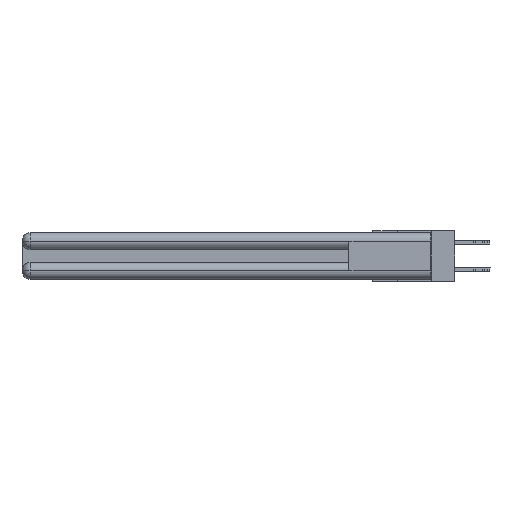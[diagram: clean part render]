
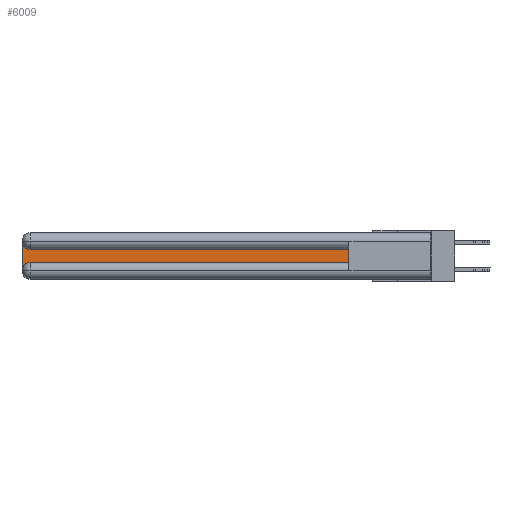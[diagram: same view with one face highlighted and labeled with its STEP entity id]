
A CAD part, left-side view. The second image highlights one B-rep face of the part: STEP entity #6009.
In plain terms, the highlighted planar face has unit normal (-1, 0, 0).
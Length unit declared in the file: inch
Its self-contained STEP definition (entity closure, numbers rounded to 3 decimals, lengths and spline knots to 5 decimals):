
#48 = DIRECTION ( 'NONE',  ( 0., 0., -1. ) ) ;
#58 = VERTEX_POINT ( 'NONE', #31227 ) ;
#1591 = DIRECTION ( 'NONE',  ( 0., 0., -1. ) ) ;
#1850 = FACE_OUTER_BOUND ( 'NONE', #17194, .T. ) ;
#2383 = VECTOR ( 'NONE', #22508, 39.37008 ) ;
#2700 = VERTEX_POINT ( 'NONE', #14384 ) ;
#2883 = VERTEX_POINT ( 'NONE', #7018 ) ;
#5979 = CARTESIAN_POINT ( 'NONE',  ( 0.075, 0.6, -0.2175 ) ) ;
#6009 = ADVANCED_FACE ( 'NONE', ( #1850 ), #10861, .F. ) ;
#6312 = VECTOR ( 'NONE', #1591, 39.37008 ) ;
#7018 = CARTESIAN_POINT ( 'NONE',  ( 0.075, 2.94, -0.1225 ) ) ;
#8214 = AXIS2_PLACEMENT_3D ( 'NONE', #13899, #33112, #22288 ) ;
#9245 = EDGE_CURVE ( 'NONE', #30406, #58, #23811, .T. ) ;
#9296 = CIRCLE ( 'NONE', #29415, 0.06 ) ;
#9352 = EDGE_CURVE ( 'NONE', #17893, #2883, #34705, .T. ) ;
#10143 = EDGE_CURVE ( 'NONE', #58, #17893, #26283, .T. ) ;
#10861 = PLANE ( 'NONE',  #8214 ) ;
#12961 = ORIENTED_EDGE ( 'NONE', *, *, #23360, .T. ) ;
#13255 = ORIENTED_EDGE ( 'NONE', *, *, #10143, .T. ) ;
#13857 = DIRECTION ( 'NONE',  ( 0., -1., 0. ) ) ;
#13899 = CARTESIAN_POINT ( 'NONE',  ( 0.075, 3., -0.1225 ) ) ;
#13903 = CARTESIAN_POINT ( 'NONE',  ( 0.075, 2.94, -0.2175 ) ) ;
#14384 = CARTESIAN_POINT ( 'NONE',  ( 0.075, 3., -0.2775 ) ) ;
#15388 = CARTESIAN_POINT ( 'NONE',  ( 0.075, 3., -0.2175 ) ) ;
#15846 = DIRECTION ( 'NONE',  ( 0., 0., -1. ) ) ;
#17194 = EDGE_LOOP ( 'NONE', ( #26787, #34602, #12961, #32880, #18918, #13255 ) ) ;
#17893 = VERTEX_POINT ( 'NONE', #30232 ) ;
#18918 = ORIENTED_EDGE ( 'NONE', *, *, #9245, .T. ) ;
#19547 = DIRECTION ( 'NONE',  ( 1., 0., 0. ) ) ;
#19940 = VECTOR ( 'NONE', #27873, 39.37008 ) ;
#21672 = CARTESIAN_POINT ( 'NONE',  ( 0.075, 2.94, -0.2775 ) ) ;
#22288 = DIRECTION ( 'NONE',  ( 0., 0., -1. ) ) ;
#22508 = DIRECTION ( 'NONE',  ( 0., 0., 1. ) ) ;
#23360 = EDGE_CURVE ( 'NONE', #29751, #2700, #24593, .T. ) ;
#23811 = LINE ( 'NONE', #27623, #29476 ) ;
#24593 = LINE ( 'NONE', #15388, #6312 ) ;
#26283 = LINE ( 'NONE', #5979, #2383 ) ;
#26787 = ORIENTED_EDGE ( 'NONE', *, *, #9352, .T. ) ;
#27264 = CIRCLE ( 'NONE', #27858, 0.06 ) ;
#27623 = CARTESIAN_POINT ( 'NONE',  ( 0.075, 0.6, -0.2175 ) ) ;
#27748 = CARTESIAN_POINT ( 'NONE',  ( 0.075, 0.6, -0.1225 ) ) ;
#27858 = AXIS2_PLACEMENT_3D ( 'NONE', #21672, #35554, #15846 ) ;
#27873 = DIRECTION ( 'NONE',  ( 0., 1., 0. ) ) ;
#28427 = CARTESIAN_POINT ( 'NONE',  ( 0.075, 3., -0.0625 ) ) ;
#29415 = AXIS2_PLACEMENT_3D ( 'NONE', #35840, #19547, #48 ) ;
#29476 = VECTOR ( 'NONE', #13857, 39.37008 ) ;
#29554 = EDGE_CURVE ( 'NONE', #2883, #29751, #9296, .T. ) ;
#29751 = VERTEX_POINT ( 'NONE', #28427 ) ;
#30232 = CARTESIAN_POINT ( 'NONE',  ( 0.075, 0.6, -0.1225 ) ) ;
#30406 = VERTEX_POINT ( 'NONE', #13903 ) ;
#31227 = CARTESIAN_POINT ( 'NONE',  ( 0.075, 0.6, -0.2175 ) ) ;
#32880 = ORIENTED_EDGE ( 'NONE', *, *, #34516, .T. ) ;
#33112 = DIRECTION ( 'NONE',  ( 1., 0., 0. ) ) ;
#34516 = EDGE_CURVE ( 'NONE', #2700, #30406, #27264, .T. ) ;
#34602 = ORIENTED_EDGE ( 'NONE', *, *, #29554, .T. ) ;
#34705 = LINE ( 'NONE', #27748, #19940 ) ;
#35554 = DIRECTION ( 'NONE',  ( 1., 0., 0. ) ) ;
#35840 = CARTESIAN_POINT ( 'NONE',  ( 0.075, 2.94, -0.0625 ) ) ;
